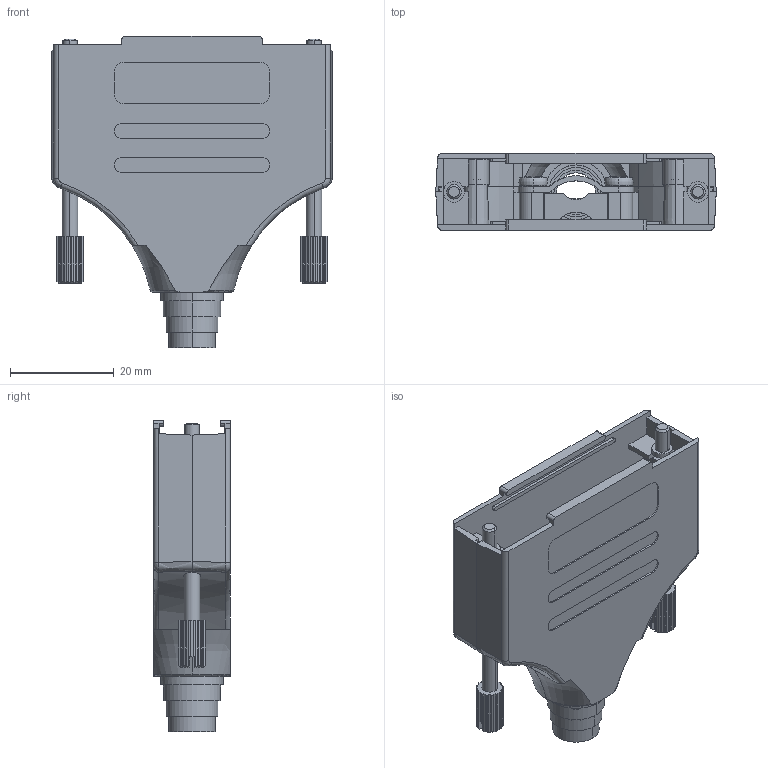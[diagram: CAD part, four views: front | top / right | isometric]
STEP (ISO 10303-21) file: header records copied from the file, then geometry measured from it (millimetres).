
FILE_DESCRIPTION (( 'STEP AP214' ), '1' );
FILE_NAME ('6560-0137-03.STEP', '2022-03-25T10:16:36', ( '' ), ( '' ), 'SwSTEP 2.0', 'SolidWorks 2021', '' );
FILE_SCHEMA (( 'AUTOMOTIVE_DESIGN' ));
Length unit declared in the file: millimetre
Products named in the file (9): 6560-0137-03; 6805-0136-13; 6855-0117-02; 6855-0117-13; 6826-0141-02; 6830-0109-01; Plastic insert MHEE; 6805-0136-03; Cone MHEE
Assembly tree (11 placements, depth 2):
  6560-0137-03
    6805-0136-13
    6805-0136-03
    6826-0141-02  x2
    6830-0109-01
    6855-0117-02  x2
    6855-0117-13  x2
    Cone MHEE
    Plastic insert MHEE
Bounding box: 54 x 14.8 x 59.95 mm (x, y, z)
Volume: 8454.6 mm3; surface area: 16587 mm2
Topology: 11 solids, 11 shells, 879 faces, 2382 edges, 1560 vertices
Faces by surface type: plane 424, cylinder 351, cone 44, torus 32, bspline 28
Entity records: 25353 total; most frequent: CARTESIAN_POINT 9225, ORIENTED_EDGE 3460, DIRECTION 3155, EDGE_CURVE 1730, VERTEX_POINT 1130, AXIS2_PLACEMENT_3D 1108, LINE 939, VECTOR 939
